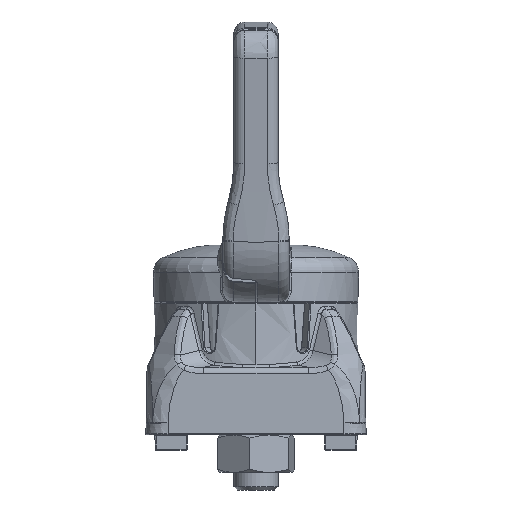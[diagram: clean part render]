
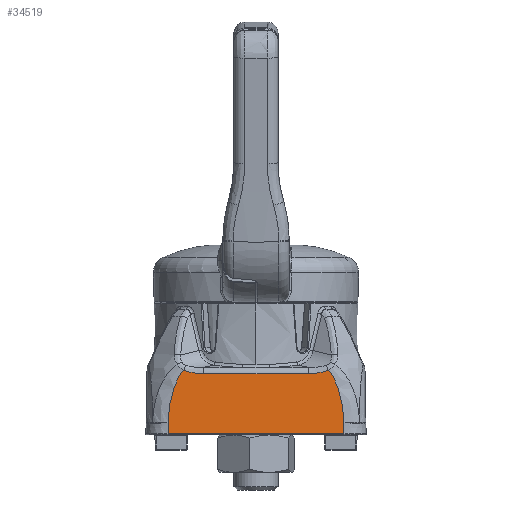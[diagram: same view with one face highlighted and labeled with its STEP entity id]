
A CAD part, front view. The second image highlights one B-rep face of the part: STEP entity #34519.
In plain terms, the highlighted planar face has unit normal (0, -1, 0.018).
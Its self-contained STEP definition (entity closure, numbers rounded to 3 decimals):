
#1043 = CARTESIAN_POINT ( 'NONE',  ( -14.297, -19.827, 10.006 ) ) ;
#1854 = CARTESIAN_POINT ( 'NONE',  ( 15.98, -19.962, 2.238 ) ) ;
#2567 = CARTESIAN_POINT ( 'NONE',  ( 14.651, -19.84, 9.228 ) ) ;
#2895 = CARTESIAN_POINT ( 'NONE',  ( 15.903, -19.933, 3.928 ) ) ;
#3331 =( BOUNDED_CURVE ( )  B_SPLINE_CURVE ( 3, ( #24506, #62443, #4566, #24181 ),
 .UNSPECIFIED., .F., .F. ) 
 B_SPLINE_CURVE_WITH_KNOTS ( ( 4, 4 ),
 ( 3.822, 4.315 ),
 .UNSPECIFIED. ) 
 CURVE ( )  GEOMETRIC_REPRESENTATION_ITEM ( )  RATIONAL_B_SPLINE_CURVE ( ( 1., 0.98, 0.98, 1. ) ) 
 REPRESENTATION_ITEM ( '' )  );
#4566 = CARTESIAN_POINT ( 'NONE',  ( 10.843, -19.807, 11.128 ) ) ;
#4929 = CARTESIAN_POINT ( 'NONE',  ( -14.808, -19.847, 8.83 ) ) ;
#5231 = VERTEX_POINT ( 'NONE', #1854 ) ;
#5249 = CARTESIAN_POINT ( 'NONE',  ( -13.117, -19.796, 11.779 ) ) ;
#5942 = CARTESIAN_POINT ( 'NONE',  ( 15.98, -19.6, 23. ) ) ;
#6087 = ORIENTED_EDGE ( 'NONE', *, *, #42443, .T. ) ;
#6585 = DIRECTION ( 'NONE',  ( 0., -1., 0.017 ) ) ;
#8507 = CARTESIAN_POINT ( 'NONE',  ( -15.98, -19.998, 0.203 ) ) ;
#9141 = EDGE_CURVE ( 'NONE', #5231, #45782, #57485, .T. ) ;
#10339 = VECTOR ( 'NONE', #18811, 1000. ) ;
#14122 = CARTESIAN_POINT ( 'NONE',  ( -13.117, -19.796, 11.779 ) ) ;
#14593 = CARTESIAN_POINT ( 'NONE',  ( -13.405, -19.801, 11.463 ) ) ;
#14839 = CARTESIAN_POINT ( 'NONE',  ( 15.98, -19.962, 2.238 ) ) ;
#15534 = CARTESIAN_POINT ( 'NONE',  ( -15.527, -19.89, 6.413 ) ) ;
#15902 = DIRECTION ( 'NONE',  ( 0., -0.017, -1. ) ) ;
#16738 = CARTESIAN_POINT ( 'NONE',  ( 14.101, -19.82, 10.384 ) ) ;
#17222 = DIRECTION ( 'NONE',  ( 1., 0., 0. ) ) ;
#18050 = EDGE_LOOP ( 'NONE', ( #6087, #20305, #52776, #61529, #43377, #63301, #47618, #48020 ) ) ;
#18811 = DIRECTION ( 'NONE',  ( 1., 0., 0. ) ) ;
#18881 = VERTEX_POINT ( 'NONE', #59197 ) ;
#19896 = CARTESIAN_POINT ( 'NONE',  ( -10.843, -19.807, 11.128 ) ) ;
#20305 = ORIENTED_EDGE ( 'NONE', *, *, #47544, .T. ) ;
#20424 = EDGE_CURVE ( 'NONE', #40518, #45699, #48567, .T. ) ;
#20775 = EDGE_CURVE ( 'NONE', #54546, #40518, #33505, .T. ) ;
#22523 = CARTESIAN_POINT ( 'NONE',  ( 15.085, -19.861, 8.032 ) ) ;
#24181 = CARTESIAN_POINT ( 'NONE',  ( 9.482, -19.807, 11.128 ) ) ;
#24190 = EDGE_CURVE ( 'NONE', #5231, #18881, #39386, .T. ) ;
#24506 = CARTESIAN_POINT ( 'NONE',  ( 13.117, -19.796, 11.779 ) ) ;
#24763 = CARTESIAN_POINT ( 'NONE',  ( 13.117, -19.796, 11.779 ) ) ;
#24853 = CARTESIAN_POINT ( 'NONE',  ( -15.684, -19.904, 5.591 ) ) ;
#26366 = CARTESIAN_POINT ( 'NONE',  ( 14.808, -19.847, 8.83 ) ) ;
#30004 = CARTESIAN_POINT ( 'NONE',  ( -15.98, -19.962, 2.238 ) ) ;
#30310 = CARTESIAN_POINT ( 'NONE',  ( -14.651, -19.84, 9.228 ) ) ;
#30900 = CARTESIAN_POINT ( 'NONE',  ( 13.405, -19.801, 11.463 ) ) ;
#31422 = CARTESIAN_POINT ( 'NONE',  ( 15.98, -19.998, 0.203 ) ) ;
#31506 = AXIS2_PLACEMENT_3D ( 'NONE', #60256, #6585, #17222 ) ;
#31529 = CARTESIAN_POINT ( 'NONE',  ( 15.684, -19.904, 5.591 ) ) ;
#32006 = FACE_OUTER_BOUND ( 'NONE', #18050, .T. ) ;
#32202 = CARTESIAN_POINT ( 'NONE',  ( -9.482, -19.807, 11.128 ) ) ;
#33265 = CARTESIAN_POINT ( 'NONE',  ( -15.98, -19.807, 11.128 ) ) ;
#33505 = B_SPLINE_CURVE_WITH_KNOTS ( 'NONE', 3,
 ( #30004, #49275, #44457, #24853, #15534, #53758, #48952, #4929, #30310, #1043, #33876, #43827, #14593, #5249 ),
 .UNSPECIFIED., .F., .F.,
 ( 4, 2, 2, 2, 2, 2, 4 ),
 ( 0., 0.003, 0.005, 0.006, 0.008, 0.009, 0.01 ),
 .UNSPECIFIED. ) ;
#33638 = CARTESIAN_POINT ( 'NONE',  ( -13.117, -19.796, 11.779 ) ) ;
#33876 = CARTESIAN_POINT ( 'NONE',  ( -14.101, -19.82, 10.384 ) ) ;
#34034 = CARTESIAN_POINT ( 'NONE',  ( -9.482, -19.807, 11.128 ) ) ;
#34519 = ADVANCED_FACE ( 'NONE', ( #32006 ), #36500, .T. ) ;
#35603 = DIRECTION ( 'NONE',  ( 1., 0., 0. ) ) ;
#36500 = PLANE ( 'NONE',  #31506 ) ;
#38863 = CARTESIAN_POINT ( 'NONE',  ( -12.08, -19.803, 11.35 ) ) ;
#39386 = LINE ( 'NONE', #5942, #39435 ) ;
#39435 = VECTOR ( 'NONE', #15902, 1000. ) ;
#40518 = VERTEX_POINT ( 'NONE', #33638 ) ;
#40690 = VERTEX_POINT ( 'NONE', #8507 ) ;
#41171 = CARTESIAN_POINT ( 'NONE',  ( 14.297, -19.827, 10.006 ) ) ;
#42443 = EDGE_CURVE ( 'NONE', #54546, #40690, #45333, .T. ) ;
#42453 = VERTEX_POINT ( 'NONE', #45959 ) ;
#43377 = ORIENTED_EDGE ( 'NONE', *, *, #59623, .T. ) ;
#43827 = CARTESIAN_POINT ( 'NONE',  ( -13.655, -19.808, 11.111 ) ) ;
#44457 = CARTESIAN_POINT ( 'NONE',  ( -15.903, -19.933, 3.928 ) ) ;
#45009 = DIRECTION ( 'NONE',  ( 0., -0.017, -1. ) ) ;
#45333 = LINE ( 'NONE', #60408, #61285 ) ;
#45699 = VERTEX_POINT ( 'NONE', #32202 ) ;
#45782 = VERTEX_POINT ( 'NONE', #24763 ) ;
#45959 = CARTESIAN_POINT ( 'NONE',  ( 9.482, -19.807, 11.128 ) ) ;
#45982 = CARTESIAN_POINT ( 'NONE',  ( 13.655, -19.808, 11.111 ) ) ;
#46612 = CARTESIAN_POINT ( 'NONE',  ( 15.965, -19.948, 3.088 ) ) ;
#47544 = EDGE_CURVE ( 'NONE', #40690, #18881, #59706, .T. ) ;
#47618 = ORIENTED_EDGE ( 'NONE', *, *, #20424, .F. ) ;
#47737 = LINE ( 'NONE', #33265, #10339 ) ;
#47950 = CARTESIAN_POINT ( 'NONE',  ( -15.98, -19.962, 2.238 ) ) ;
#48020 = ORIENTED_EDGE ( 'NONE', *, *, #20775, .F. ) ;
#48567 =( BOUNDED_CURVE ( )  B_SPLINE_CURVE ( 3, ( #14122, #38863, #19896, #34034 ),
 .UNSPECIFIED., .F., .T. ) 
 B_SPLINE_CURVE_WITH_KNOTS ( ( 4, 4 ),
 ( 3.822, 4.315 ),
 .UNSPECIFIED. ) 
 CURVE ( )  GEOMETRIC_REPRESENTATION_ITEM ( )  RATIONAL_B_SPLINE_CURVE ( ( 1., 0.98, 0.98, 1. ) ) 
 REPRESENTATION_ITEM ( '' )  );
#48952 = CARTESIAN_POINT ( 'NONE',  ( -15.085, -19.861, 8.032 ) ) ;
#49275 = CARTESIAN_POINT ( 'NONE',  ( -15.965, -19.948, 3.088 ) ) ;
#52776 = ORIENTED_EDGE ( 'NONE', *, *, #24190, .F. ) ;
#53758 = CARTESIAN_POINT ( 'NONE',  ( -15.207, -19.868, 7.629 ) ) ;
#54546 = VERTEX_POINT ( 'NONE', #47950 ) ;
#54967 = VECTOR ( 'NONE', #35603, 1000. ) ;
#55921 = CARTESIAN_POINT ( 'NONE',  ( 13.117, -19.796, 11.779 ) ) ;
#56250 = CARTESIAN_POINT ( 'NONE',  ( 15.527, -19.89, 6.413 ) ) ;
#56571 = CARTESIAN_POINT ( 'NONE',  ( 15.207, -19.868, 7.629 ) ) ;
#57485 = B_SPLINE_CURVE_WITH_KNOTS ( 'NONE', 3,
 ( #14839, #46612, #2895, #31529, #56250, #56571, #22523, #26366, #2567, #41171, #16738, #45982, #30900, #55921 ),
 .UNSPECIFIED., .F., .F.,
 ( 4, 2, 2, 2, 2, 2, 4 ),
 ( 0., 0.003, 0.005, 0.006, 0.008, 0.009, 0.01 ),
 .UNSPECIFIED. ) ;
#58171 = EDGE_CURVE ( 'NONE', #45699, #42453, #47737, .T. ) ;
#59197 = CARTESIAN_POINT ( 'NONE',  ( 15.98, -19.998, 0.203 ) ) ;
#59623 = EDGE_CURVE ( 'NONE', #45782, #42453, #3331, .T. ) ;
#59706 = LINE ( 'NONE', #31422, #54967 ) ;
#60256 = CARTESIAN_POINT ( 'NONE',  ( -15.98, -19.6, 23. ) ) ;
#60408 = CARTESIAN_POINT ( 'NONE',  ( -15.98, -19.6, 23. ) ) ;
#61285 = VECTOR ( 'NONE', #45009, 1000. ) ;
#61529 = ORIENTED_EDGE ( 'NONE', *, *, #9141, .T. ) ;
#62443 = CARTESIAN_POINT ( 'NONE',  ( 12.08, -19.803, 11.35 ) ) ;
#63301 = ORIENTED_EDGE ( 'NONE', *, *, #58171, .F. ) ;
